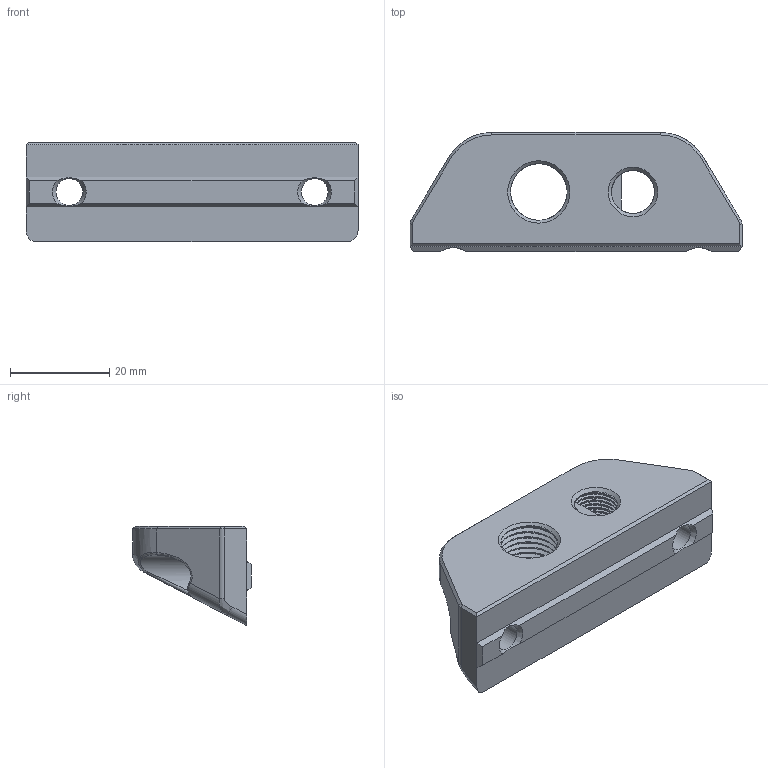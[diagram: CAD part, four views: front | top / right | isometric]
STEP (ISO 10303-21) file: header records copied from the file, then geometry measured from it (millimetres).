
FILE_DESCRIPTION(/* description */ (''),/* implementation_level */ '2;1');
FILE_NAME(/* name */ 'ZeroG Toolhead Feed .step',/* time_stamp */ '2023-03-26T23:31:55-07:00',/* author */ (''),/* organization */ (''),/* preprocessor_version */ 'ST-DEVELOPER v19.2',/* originating_system */ 'Autodesk Translation Framework v11.17.0.187',/* authorisation */ '');
FILE_SCHEMA (('AUTOMOTIVE_DESIGN { 1 0 10303 214 3 1 1 }'));
Length unit declared in the file: millimetre
Products named in the file (1): ZeroG Toolhead Feed
Bounding box: 67 x 24 x 20 mm (x, y, z)
Volume: 15369.8 mm3; surface area: 6601.4 mm2
Topology: 1 solids, 1 shells, 99 faces, 271 edges, 172 vertices
Faces by surface type: cylinder 39, plane 28, bspline 24, cone 8
Full cylindrical faces by diameter (mm): 5.4 x2, 8.5 x2, 8.707 x1, 9.728 x8, 11.43 x6, 12.65 x6
Entity records: 10009 total; most frequent: CARTESIAN_POINT 7658, ORIENTED_EDGE 542, DIRECTION 405, EDGE_CURVE 271, VERTEX_POINT 172, AXIS2_PLACEMENT_3D 156, EDGE_LOOP 105, FACE_OUTER_BOUND 99
